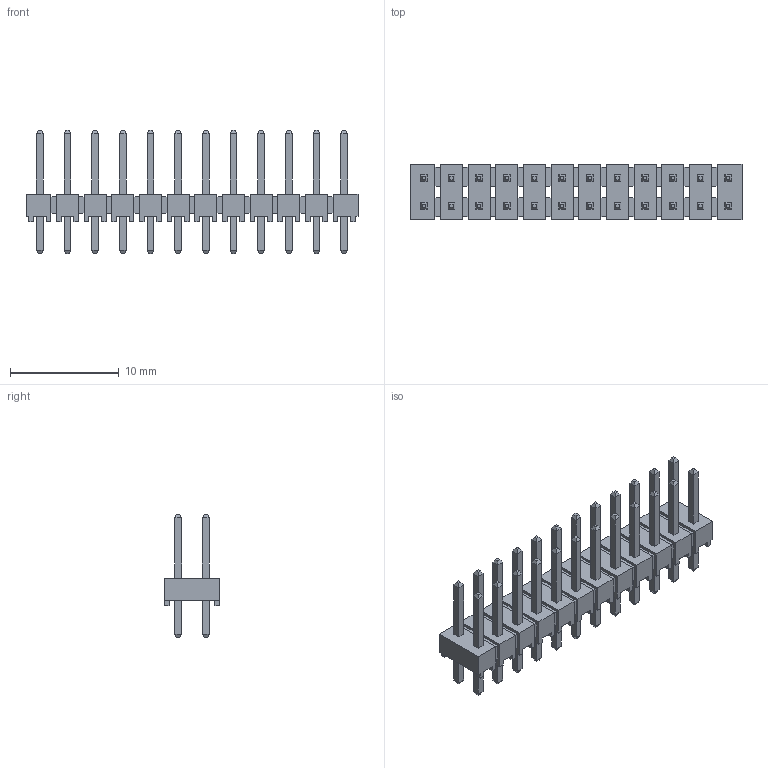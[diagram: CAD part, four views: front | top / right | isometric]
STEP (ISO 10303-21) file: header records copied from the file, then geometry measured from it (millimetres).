
FILE_DESCRIPTION(/* description */ (''),/* implementation_level */ '2;1');
FILE_NAME(/* name */ 'SAMTEC_TSW-112-23-L-D.stp',/* time_stamp */ '2017-03-08T13:03:26+01:00',/* author */ ('riccim'),/* organization */ ('SolidWorks'),/* preprocessor_version */ 'ST-DEVELOPER v15.5',/* originating_system */ 'AutoCAD Mechanical',/* authorisation */ ' ');
FILE_SCHEMA (('AUTOMOTIVE_DESIGN { 1 0 10303 214 3 1 1 }'));
Length unit declared in the file: millimetre
Products named in the file (1): Product
Bounding box: 30.48 x 5.08 x 11.3 mm (x, y, z)
Volume: 384.3 mm3; surface area: 1454.1 mm2
Topology: 86 solids, 86 shells, 856 faces, 1860 edges, 1176 vertices
Faces by surface type: plane 856
Entity records: 22529 total; most frequent: CARTESIAN_POINT 3893, ORIENTED_EDGE 3720, DIRECTION 3574, LINE 1860, VECTOR 1860, EDGE_CURVE 1860, VERTEX_POINT 1176, AXIS2_PLACEMENT_3D 857
